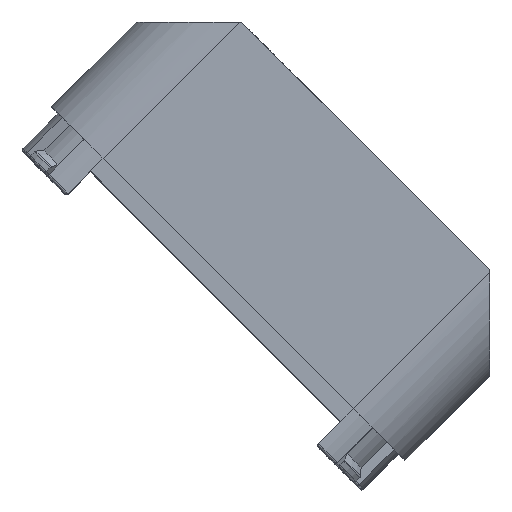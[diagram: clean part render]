
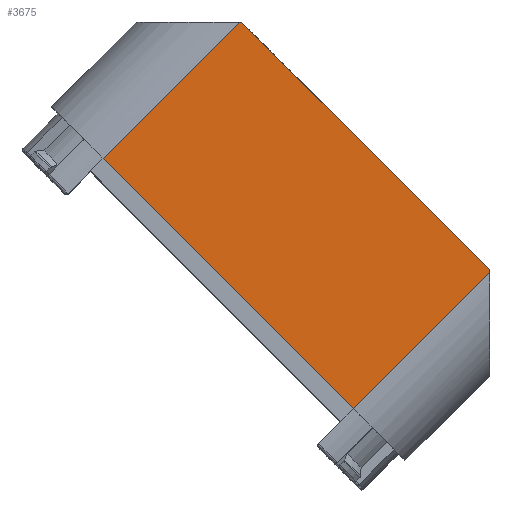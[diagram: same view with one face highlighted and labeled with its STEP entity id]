
A CAD part, top view. The second image highlights one B-rep face of the part: STEP entity #3675.
In plain terms, the highlighted planar face has unit normal (0, 0, 1).
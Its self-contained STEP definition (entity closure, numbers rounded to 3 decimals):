
#377=FACE_OUTER_BOUND('',#602,.T.);
#602=EDGE_LOOP('',(#2509,#2510,#2511,#2512,#2513,#2514));
#841=LINE('',#5475,#1183);
#870=LINE('',#5578,#1212);
#872=LINE('',#5584,#1214);
#873=LINE('',#5586,#1215);
#874=LINE('',#5588,#1216);
#875=LINE('',#5589,#1217);
#1183=VECTOR('',#4321,10.);
#1212=VECTOR('',#4414,10.);
#1214=VECTOR('',#4420,10.);
#1215=VECTOR('',#4421,10.);
#1216=VECTOR('',#4422,10.);
#1217=VECTOR('',#4423,10.);
#1528=VERTEX_POINT('',#5472);
#1529=VERTEX_POINT('',#5474);
#1571=VERTEX_POINT('',#5577);
#1573=VERTEX_POINT('',#5583);
#1574=VERTEX_POINT('',#5585);
#1575=VERTEX_POINT('',#5587);
#1880=EDGE_CURVE('',#1529,#1528,#841,.T.);
#1932=EDGE_CURVE('',#1529,#1571,#870,.T.);
#1935=EDGE_CURVE('',#1573,#1528,#872,.T.);
#1936=EDGE_CURVE('',#1573,#1574,#873,.T.);
#1937=EDGE_CURVE('',#1574,#1575,#874,.T.);
#1938=EDGE_CURVE('',#1575,#1571,#875,.T.);
#2509=ORIENTED_EDGE('',*,*,#1880,.T.);
#2510=ORIENTED_EDGE('',*,*,#1935,.F.);
#2511=ORIENTED_EDGE('',*,*,#1936,.T.);
#2512=ORIENTED_EDGE('',*,*,#1937,.T.);
#2513=ORIENTED_EDGE('',*,*,#1938,.T.);
#2514=ORIENTED_EDGE('',*,*,#1932,.F.);
#3559=PLANE('',#3928);
#3675=ADVANCED_FACE('',(#377),#3559,.T.);
#3928=AXIS2_PLACEMENT_3D('',#5582,#4418,#4419);
#4321=DIRECTION('',(0.707,-0.707,0.));
#4414=DIRECTION('',(0.707,0.707,0.));
#4418=DIRECTION('center_axis',(0.,0.,1.));
#4419=DIRECTION('ref_axis',(1.,0.,0.));
#4420=DIRECTION('',(-0.707,-0.707,0.));
#4421=DIRECTION('',(0.,1.,0.));
#4422=DIRECTION('',(-0.707,0.707,0.));
#4423=DIRECTION('',(-1.,0.,0.));
#5472=CARTESIAN_POINT('',(-14.991,-42.568,62.2));
#5474=CARTESIAN_POINT('',(-42.568,-14.991,62.2));
#5475=CARTESIAN_POINT('',(-38.502,-19.057,62.2));
#5577=CARTESIAN_POINT('',(-27.577,0.,62.2));
#5578=CARTESIAN_POINT('',(-35.921,-8.344,62.2));
#5582=CARTESIAN_POINT('Origin',(-24.819,-24.819,62.2));
#5583=CARTESIAN_POINT('',(0.,-27.577,62.2));
#5584=CARTESIAN_POINT('',(-13.718,-41.295,62.2));
#5585=CARTESIAN_POINT('',(0.,-27.294,62.2));
#5586=CARTESIAN_POINT('',(0.,-38.891,62.2));
#5587=CARTESIAN_POINT('',(-27.294,0.,62.2));
#5588=CARTESIAN_POINT('',(-27.294,0.,62.2));
#5589=CARTESIAN_POINT('',(-38.891,0.,62.2));
